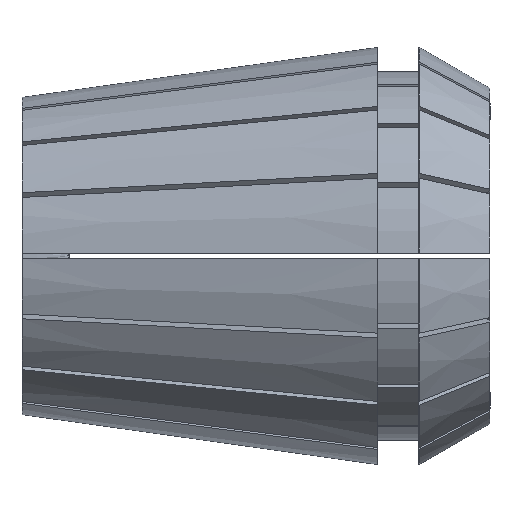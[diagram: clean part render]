
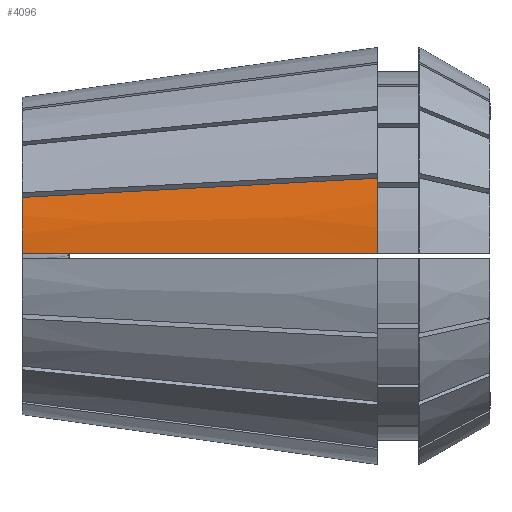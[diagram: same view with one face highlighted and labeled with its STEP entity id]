
A CAD part, top view. The second image highlights one B-rep face of the part: STEP entity #4096.
In plain terms, the highlighted conical face has half-angle 8 degrees and reference radius 20.5 mm.
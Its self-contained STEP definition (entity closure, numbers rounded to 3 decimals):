
#115 = CARTESIAN_POINT ( 'NONE',  ( 32.426, 0.25, 20.151 ) ) ;
#311 = CARTESIAN_POINT ( 'NONE',  ( 0., 0., 0. ) ) ;
#354 = ORIENTED_EDGE ( 'NONE', *, *, #2665, .T. ) ;
#598 = CARTESIAN_POINT ( 'NONE',  ( 4.269, 0.25, 16.193 ) ) ;
#651 = CARTESIAN_POINT ( 'NONE',  ( 34.9, 7.614, 19.034 ) ) ;
#670 = DIRECTION ( 'NONE',  ( 1., 0., 0. ) ) ;
#678 = CARTESIAN_POINT ( 'NONE',  ( 0., 5.736, 14.502 ) ) ;
#859 = DIRECTION ( 'NONE',  ( 0., 0., 1. ) ) ;
#1293 = CARTESIAN_POINT ( 'NONE',  ( 34.9, 0., 0. ) ) ;
#1377 = CARTESIAN_POINT ( 'NONE',  ( 33.25, 0.25, 20.267 ) ) ;
#1420 = B_SPLINE_CURVE_WITH_KNOTS ( 'NONE', 3,
 ( #1949, #2865, #1377, #115, #3970, #6812, #598, #1430, #5522, #4136 ),
 .UNSPECIFIED., .F., .F.,
 ( 4, 3, 3, 4 ),
 ( 0.076, 0.079, 0.107, 0.112 ),
 .UNSPECIFIED. ) ;
#1430 = CARTESIAN_POINT ( 'NONE',  ( 2.846, 0.25, 15.993 ) ) ;
#1571 = VERTEX_POINT ( 'NONE', #2876 ) ;
#1946 = EDGE_CURVE ( 'NONE', #2542, #5800, #1420, .T. ) ;
#1949 = CARTESIAN_POINT ( 'NONE',  ( 34.9, 0.25, 20.499 ) ) ;
#2249 = CARTESIAN_POINT ( 'NONE',  ( 34.9, 0., 0. ) ) ;
#2283 = EDGE_CURVE ( 'NONE', #2436, #1571, #4944, .T. ) ;
#2364 = CIRCLE ( 'NONE', #3378, 15.595 ) ;
#2436 = VERTEX_POINT ( 'NONE', #4475 ) ;
#2542 = VERTEX_POINT ( 'NONE', #4726 ) ;
#2576 = ORIENTED_EDGE ( 'NONE', *, *, #1946, .F. ) ;
#2665 = EDGE_CURVE ( 'NONE', #2542, #2436, #6064, .T. ) ;
#2678 = DIRECTION ( 'NONE',  ( 0., 0., 1. ) ) ;
#2797 = DIRECTION ( 'NONE',  ( 0., 0., -1. ) ) ;
#2865 = CARTESIAN_POINT ( 'NONE',  ( 34.075, 0.25, 20.383 ) ) ;
#2876 = CARTESIAN_POINT ( 'NONE',  ( 0., 5.736, 14.502 ) ) ;
#3312 = CONICAL_SURFACE ( 'NONE', #3516, 20.5, 0.14 ) ;
#3326 = DIRECTION ( 'NONE',  ( -1., 0., 0. ) ) ;
#3378 = AXIS2_PLACEMENT_3D ( 'NONE', #311, #4041, #859 ) ;
#3516 = AXIS2_PLACEMENT_3D ( 'NONE', #1293, #670, #2797 ) ;
#3693 = ORIENTED_EDGE ( 'NONE', *, *, #2283, .T. ) ;
#3872 = EDGE_LOOP ( 'NONE', ( #354, #3693, #4755, #2576 ) ) ;
#3970 = CARTESIAN_POINT ( 'NONE',  ( 23.04, 0.25, 18.832 ) ) ;
#4041 = DIRECTION ( 'NONE',  ( -1., 0., 0. ) ) ;
#4096 = ADVANCED_FACE ( 'NONE', ( #5245 ), #3312, .T. ) ;
#4136 = CARTESIAN_POINT ( 'NONE',  ( 0., 0.25, 15.593 ) ) ;
#4150 = CARTESIAN_POINT ( 'NONE',  ( 0., 0.25, 15.593 ) ) ;
#4399 = EDGE_CURVE ( 'NONE', #5800, #1571, #2364, .T. ) ;
#4434 = CARTESIAN_POINT ( 'NONE',  ( 11.633, 6.362, 16.013 ) ) ;
#4475 = CARTESIAN_POINT ( 'NONE',  ( 34.9, 7.614, 19.034 ) ) ;
#4726 = CARTESIAN_POINT ( 'NONE',  ( 34.9, 0.25, 20.499 ) ) ;
#4755 = ORIENTED_EDGE ( 'NONE', *, *, #4399, .F. ) ;
#4944 = B_SPLINE_CURVE_WITH_KNOTS ( 'NONE', 3,
 ( #651, #4989, #4434, #678 ),
 .UNSPECIFIED., .F., .F.,
 ( 4, 4 ),
 ( 0., 0.035 ),
 .UNSPECIFIED. ) ;
#4989 = CARTESIAN_POINT ( 'NONE',  ( 23.267, 6.988, 17.523 ) ) ;
#5245 = FACE_OUTER_BOUND ( 'NONE', #3872, .T. ) ;
#5522 = CARTESIAN_POINT ( 'NONE',  ( 1.423, 0.25, 15.793 ) ) ;
#5800 = VERTEX_POINT ( 'NONE', #4150 ) ;
#6064 = CIRCLE ( 'NONE', #6104, 20.5 ) ;
#6104 = AXIS2_PLACEMENT_3D ( 'NONE', #2249, #3326, #2678 ) ;
#6812 = CARTESIAN_POINT ( 'NONE',  ( 13.654, 0.25, 17.513 ) ) ;
